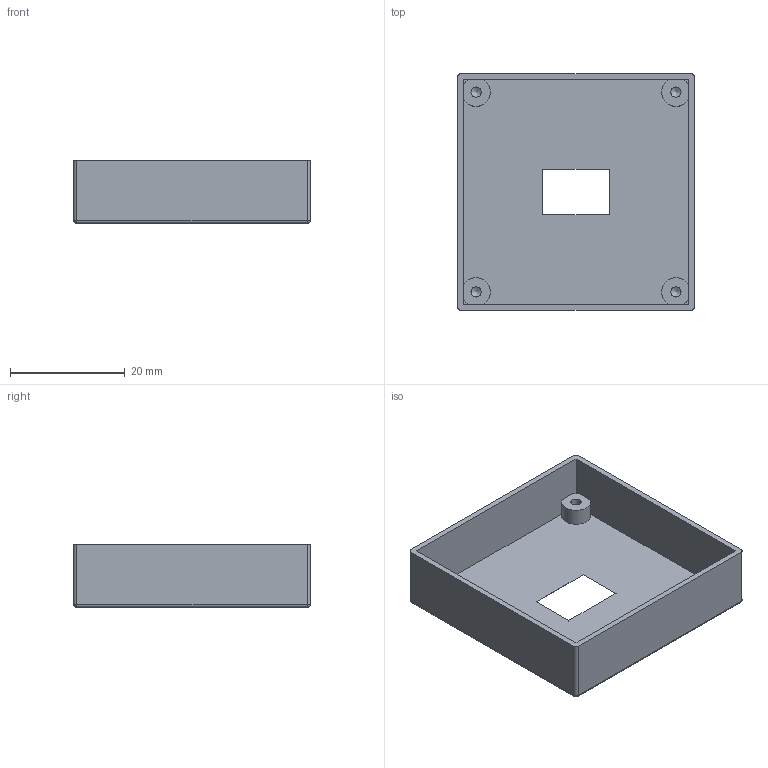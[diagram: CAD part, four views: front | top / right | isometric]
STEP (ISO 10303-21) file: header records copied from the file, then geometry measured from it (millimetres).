
FILE_DESCRIPTION(('FreeCAD Model'),'2;1');
FILE_NAME('Open CASCADE Shape Model','2024-11-23T10:33:47',(''),(''), 'Open CASCADE STEP processor 7.8','FreeCAD','Unknown');
FILE_SCHEMA(('AUTOMOTIVE_DESIGN { 1 0 10303 214 1 1 1 1 }'));
Length unit declared in the file: millimetre
Products named in the file (1): Body
Bounding box: 41.3 x 41.3 x 11 mm (x, y, z)
Volume: 3386.6 mm3; surface area: 6724.8 mm2
Topology: 1 solids, 1 shells, 51 faces, 140 edges, 88 vertices
Faces by surface type: cylinder 20, plane 19, sphere 4, bspline 4, cone 4
Full cylindrical faces by diameter (mm): 1.8 x4
Entity records: 3356 total; most frequent: CARTESIAN_POINT 652, DIRECTION 516, LINE 308, VECTOR 308, ORIENTED_EDGE 264, PCURVE 264, DEFINITIONAL_REPRESENTATION 264, EDGE_CURVE 132
